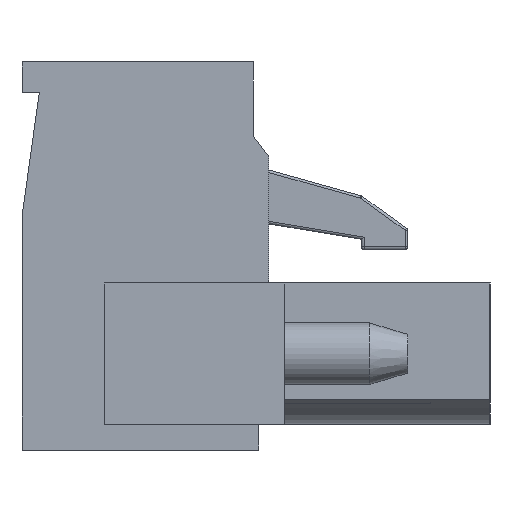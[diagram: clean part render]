
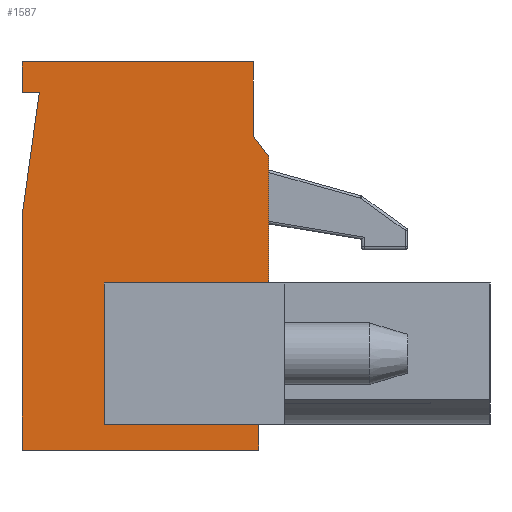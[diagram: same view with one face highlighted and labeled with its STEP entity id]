
A CAD part, left-side view. The second image highlights one B-rep face of the part: STEP entity #1587.
In plain terms, the highlighted planar face has unit normal (-1, 0, 0).
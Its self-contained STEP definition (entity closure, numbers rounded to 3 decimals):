
#1587 = ADVANCED_FACE( '', ( #3439 ), #3440, .F. );
#3439 = FACE_OUTER_BOUND( '', #5712, .T. );
#3440 = PLANE( '', #5713 );
#5712 = EDGE_LOOP( '', ( #9653, #9654, #9655, #9656, #9657, #9658, #9659, #9660, #9661, #9662, #9663, #9664, #9665 ) );
#5713 = AXIS2_PLACEMENT_3D( '', #9666, #9667, #9668 );
#9653 = ORIENTED_EDGE( '', *, *, #14586, .F. );
#9654 = ORIENTED_EDGE( '', *, *, #15060, .F. );
#9655 = ORIENTED_EDGE( '', *, *, #15061, .F. );
#9656 = ORIENTED_EDGE( '', *, *, #14799, .F. );
#9657 = ORIENTED_EDGE( '', *, *, #14076, .F. );
#9658 = ORIENTED_EDGE( '', *, *, #15062, .F. );
#9659 = ORIENTED_EDGE( '', *, *, #15063, .F. );
#9660 = ORIENTED_EDGE( '', *, *, #14054, .F. );
#9661 = ORIENTED_EDGE( '', *, *, #14004, .F. );
#9662 = ORIENTED_EDGE( '', *, *, #14270, .F. );
#9663 = ORIENTED_EDGE( '', *, *, #15064, .F. );
#9664 = ORIENTED_EDGE( '', *, *, #15065, .F. );
#9665 = ORIENTED_EDGE( '', *, *, #14259, .F. );
#9666 = CARTESIAN_POINT( '', ( -15., 0., 0. ) );
#9667 = DIRECTION( '', ( 1., 0., 0. ) );
#9668 = DIRECTION( '', ( 0., 0., -1. ) );
#14004 = EDGE_CURVE( '', #16878, #16880, #16881, .T. );
#14054 = EDGE_CURVE( '', #16880, #16968, #16969, .T. );
#14076 = EDGE_CURVE( '', #17006, #17007, #17008, .T. );
#14259 = EDGE_CURVE( '', #17319, #17320, #17321, .T. );
#14270 = EDGE_CURVE( '', #17336, #16878, #17338, .T. );
#14586 = EDGE_CURVE( '', #17841, #17319, #17843, .T. );
#14799 = EDGE_CURVE( '', #17007, #18178, #18179, .T. );
#15060 = EDGE_CURVE( '', #18558, #17841, #18559, .T. );
#15061 = EDGE_CURVE( '', #18178, #18558, #18560, .T. );
#15062 = EDGE_CURVE( '', #18561, #17006, #18562, .T. );
#15063 = EDGE_CURVE( '', #16968, #18561, #18563, .T. );
#15064 = EDGE_CURVE( '', #18564, #17336, #18565, .T. );
#15065 = EDGE_CURVE( '', #17320, #18564, #18566, .T. );
#16878 = VERTEX_POINT( '', #20953 );
#16880 = VERTEX_POINT( '', #20956 );
#16881 = LINE( '', #20957, #20958 );
#16968 = VERTEX_POINT( '', #21090 );
#16969 = LINE( '', #21091, #21092 );
#17006 = VERTEX_POINT( '', #21144 );
#17007 = VERTEX_POINT( '', #21145 );
#17008 = LINE( '', #21146, #21147 );
#17319 = VERTEX_POINT( '', #21595 );
#17320 = VERTEX_POINT( '', #21596 );
#17321 = LINE( '', #21597, #21598 );
#17336 = VERTEX_POINT( '', #21620 );
#17338 = LINE( '', #21623, #21624 );
#17841 = VERTEX_POINT( '', #22351 );
#17843 = LINE( '', #22354, #22355 );
#18178 = VERTEX_POINT( '', #22831 );
#18179 = LINE( '', #22832, #22833 );
#18558 = VERTEX_POINT( '', #23370 );
#18559 = LINE( '', #23371, #23372 );
#18560 = LINE( '', #23373, #23374 );
#18561 = VERTEX_POINT( '', #23375 );
#18562 = LINE( '', #23376, #23377 );
#18563 = LINE( '', #23378, #23379 );
#18564 = VERTEX_POINT( '', #23380 );
#18565 = LINE( '', #23381, #23382 );
#18566 = LINE( '', #23383, #23384 );
#20953 = CARTESIAN_POINT( '', ( -15., 8.925, 10.65 ) );
#20956 = CARTESIAN_POINT( '', ( -15., 9.6, 10.65 ) );
#20957 = CARTESIAN_POINT( '', ( -15., 0., 10.65 ) );
#20958 = VECTOR( '', #25876, 1000. );
#21090 = CARTESIAN_POINT( '', ( -15., 9.6, 11.85 ) );
#21091 = CARTESIAN_POINT( '', ( -15., 9.6, -3.25 ) );
#21092 = VECTOR( '', #25923, 1000. );
#21144 = CARTESIAN_POINT( '', ( -15., 0.6, 8.95 ) );
#21145 = CARTESIAN_POINT( '', ( -15., 0., 8.15 ) );
#21146 = CARTESIAN_POINT( '', ( -15., -3.912, 2.934 ) );
#21147 = VECTOR( '', #25945, 1000. );
#21595 = CARTESIAN_POINT( '', ( -15., 0.4, -2.25 ) );
#21596 = CARTESIAN_POINT( '', ( -15., 0.4, -3.25 ) );
#21597 = CARTESIAN_POINT( '', ( -15., 0.4, 0. ) );
#21598 = VECTOR( '', #26129, 1000. );
#21620 = CARTESIAN_POINT( '', ( -15., 9.6, 5.85 ) );
#21623 = CARTESIAN_POINT( '', ( -15., 10.22, 1.436 ) );
#21624 = VECTOR( '', #26138, 1000. );
#22351 = CARTESIAN_POINT( '', ( -15., 6.4, -2.25 ) );
#22354 = CARTESIAN_POINT( '', ( -15., 6.4, -2.25 ) );
#22355 = VECTOR( '', #26476, 1000. );
#22831 = CARTESIAN_POINT( '', ( -15., 0., 3.25 ) );
#22832 = CARTESIAN_POINT( '', ( -15., 0., 11.85 ) );
#22833 = VECTOR( '', #26680, 1000. );
#23370 = CARTESIAN_POINT( '', ( -15., 6.4, 3.25 ) );
#23371 = CARTESIAN_POINT( '', ( -15., 6.4, 3.25 ) );
#23372 = VECTOR( '', #26944, 1000. );
#23373 = CARTESIAN_POINT( '', ( -15., -0.6, 3.25 ) );
#23374 = VECTOR( '', #26945, 1000. );
#23375 = CARTESIAN_POINT( '', ( -15., 0.6, 11.85 ) );
#23376 = CARTESIAN_POINT( '', ( -15., 0.6, 0. ) );
#23377 = VECTOR( '', #26946, 1000. );
#23378 = CARTESIAN_POINT( '', ( -15., 9.6, 11.85 ) );
#23379 = VECTOR( '', #26947, 1000. );
#23380 = CARTESIAN_POINT( '', ( -15., 9.6, -3.25 ) );
#23381 = CARTESIAN_POINT( '', ( -15., 9.6, -3.25 ) );
#23382 = VECTOR( '', #26948, 1000. );
#23383 = CARTESIAN_POINT( '', ( -15., -8.6, -3.25 ) );
#23384 = VECTOR( '', #26949, 1000. );
#25876 = DIRECTION( '', ( 0., 1., 0. ) );
#25923 = DIRECTION( '', ( 0., 0., 1. ) );
#25945 = DIRECTION( '', ( 0., -0.6, -0.8 ) );
#26129 = DIRECTION( '', ( 0., 0., -1. ) );
#26138 = DIRECTION( '', ( 0., -0.139, 0.99 ) );
#26476 = DIRECTION( '', ( 0., -1., 0. ) );
#26680 = DIRECTION( '', ( 0., 0., -1. ) );
#26944 = DIRECTION( '', ( 0., 0., -1. ) );
#26945 = DIRECTION( '', ( 0., 1., 0. ) );
#26946 = DIRECTION( '', ( 0., 0., -1. ) );
#26947 = DIRECTION( '', ( 0., -1., 0. ) );
#26948 = DIRECTION( '', ( 0., 0., 1. ) );
#26949 = DIRECTION( '', ( 0., 1., 0. ) );
